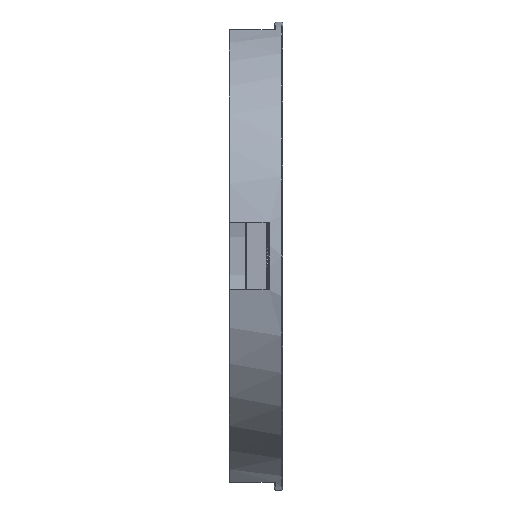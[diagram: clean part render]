
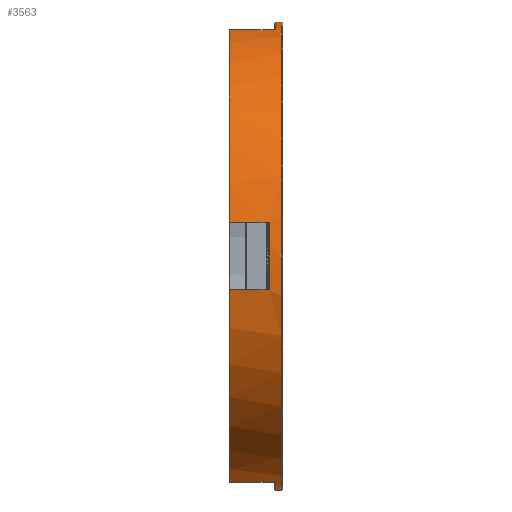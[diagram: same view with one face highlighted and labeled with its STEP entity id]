
A CAD part, left-side view. The second image highlights one B-rep face of the part: STEP entity #3563.
In plain terms, the highlighted cylindrical face has radius 28.5 mm (diameter 57 mm), a partial arc.
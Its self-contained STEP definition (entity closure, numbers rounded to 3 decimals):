
#206 = VECTOR ( 'NONE', #20343, 1000. ) ;
#452 = DIRECTION ( 'NONE',  ( 0., -1., 0. ) ) ;
#579 = DIRECTION ( 'NONE',  ( 0., 0., -1. ) ) ;
#723 = AXIS2_PLACEMENT_3D ( 'NONE', #20817, #15638, #8496 ) ;
#767 = DIRECTION ( 'NONE',  ( 0., -1., 0. ) ) ;
#896 = VERTEX_POINT ( 'NONE', #5207 ) ;
#1381 = CIRCLE ( 'NONE', #20466, 28.5 ) ;
#1481 = DIRECTION ( 'NONE',  ( 0., 1., 0. ) ) ;
#1555 = CARTESIAN_POINT ( 'NONE',  ( -28.204, 1.65, 4.1 ) ) ;
#1738 = CIRCLE ( 'NONE', #15317, 28.5 ) ;
#1973 = VERTEX_POINT ( 'NONE', #6294 ) ;
#2227 = CARTESIAN_POINT ( 'NONE',  ( -7.2, 0., -27.576 ) ) ;
#2313 = CARTESIAN_POINT ( 'NONE',  ( -7.2, 0.9, 27.576 ) ) ;
#2475 = CARTESIAN_POINT ( 'NONE',  ( 0., 0.9, 0. ) ) ;
#2570 = VERTEX_POINT ( 'NONE', #2313 ) ;
#2759 = DIRECTION ( 'NONE',  ( 0., -1., 0. ) ) ;
#2802 = AXIS2_PLACEMENT_3D ( 'NONE', #14472, #452, #6088 ) ;
#2990 = CARTESIAN_POINT ( 'NONE',  ( 0., 1.65, 0. ) ) ;
#2994 = VERTEX_POINT ( 'NONE', #19046 ) ;
#3071 = DIRECTION ( 'NONE',  ( 0., -1., 0. ) ) ;
#3187 = LINE ( 'NONE', #17442, #3682 ) ;
#3327 = CARTESIAN_POINT ( 'NONE',  ( -7.2, 6.5, 27.576 ) ) ;
#3329 = EDGE_CURVE ( 'NONE', #1973, #20163, #18096, .T. ) ;
#3382 = VERTEX_POINT ( 'NONE', #21411 ) ;
#3563 = ADVANCED_FACE ( 'NONE', ( #19778 ), #11145, .T. ) ;
#3682 = VECTOR ( 'NONE', #3071, 1000. ) ;
#3956 = EDGE_CURVE ( 'NONE', #2994, #6901, #14936, .T. ) ;
#4022 = VERTEX_POINT ( 'NONE', #21353 ) ;
#4113 = CIRCLE ( 'NONE', #15467, 28.5 ) ;
#4523 = ORIENTED_EDGE ( 'NONE', *, *, #13053, .T. ) ;
#4719 = LINE ( 'NONE', #13322, #206 ) ;
#5007 = CARTESIAN_POINT ( 'NONE',  ( -28.204, 6.5, -4.1 ) ) ;
#5093 = ORIENTED_EDGE ( 'NONE', *, *, #19870, .F. ) ;
#5134 = VERTEX_POINT ( 'NONE', #10899 ) ;
#5207 = CARTESIAN_POINT ( 'NONE',  ( 0., 0.9, -28.5 ) ) ;
#6088 = DIRECTION ( 'NONE',  ( 0., 0., -1. ) ) ;
#6193 = EDGE_CURVE ( 'NONE', #19623, #5134, #4719, .T. ) ;
#6294 = CARTESIAN_POINT ( 'NONE',  ( -7.2, 0.9, -27.576 ) ) ;
#6500 = AXIS2_PLACEMENT_3D ( 'NONE', #14094, #1481, #8471 ) ;
#6534 = DIRECTION ( 'NONE',  ( 0., -1., 0. ) ) ;
#6657 = LINE ( 'NONE', #20903, #13202 ) ;
#6901 = VERTEX_POINT ( 'NONE', #7030 ) ;
#7030 = CARTESIAN_POINT ( 'NONE',  ( 0., 0.1, 28.5 ) ) ;
#7296 = VECTOR ( 'NONE', #767, 1000. ) ;
#7324 = ORIENTED_EDGE ( 'NONE', *, *, #11225, .T. ) ;
#7539 = ORIENTED_EDGE ( 'NONE', *, *, #3329, .F. ) ;
#8377 = VERTEX_POINT ( 'NONE', #3327 ) ;
#8471 = DIRECTION ( 'NONE',  ( 0., 0., -1. ) ) ;
#8496 = DIRECTION ( 'NONE',  ( 0., 0., 1. ) ) ;
#8702 = EDGE_CURVE ( 'NONE', #18187, #20163, #17810, .T. ) ;
#9601 = CARTESIAN_POINT ( 'NONE',  ( 0., 0., -28.5 ) ) ;
#9811 = DIRECTION ( 'NONE',  ( 0., -1., 0. ) ) ;
#9997 = DIRECTION ( 'NONE',  ( 0., 0., 1. ) ) ;
#10034 = DIRECTION ( 'NONE',  ( 0., -1., 0. ) ) ;
#10479 = ORIENTED_EDGE ( 'NONE', *, *, #8702, .T. ) ;
#10899 = CARTESIAN_POINT ( 'NONE',  ( -28.204, 6.5, 4.1 ) ) ;
#11145 = CYLINDRICAL_SURFACE ( 'NONE', #2802, 28.5 ) ;
#11225 = EDGE_CURVE ( 'NONE', #8377, #5134, #1738, .T. ) ;
#11383 = EDGE_CURVE ( 'NONE', #19623, #3382, #1381, .T. ) ;
#11412 = EDGE_LOOP ( 'NONE', ( #5093, #13350, #11414, #7324, #17089, #11646, #18097, #10479, #7539, #22447, #4523, #12555 ) ) ;
#11414 = ORIENTED_EDGE ( 'NONE', *, *, #18660, .F. ) ;
#11646 = ORIENTED_EDGE ( 'NONE', *, *, #11383, .T. ) ;
#12555 = ORIENTED_EDGE ( 'NONE', *, *, #3956, .T. ) ;
#12990 = CARTESIAN_POINT ( 'NONE',  ( 0., 6.5, 0. ) ) ;
#13053 = EDGE_CURVE ( 'NONE', #896, #2994, #21920, .T. ) ;
#13184 = VECTOR ( 'NONE', #10034, 1000. ) ;
#13202 = VECTOR ( 'NONE', #13653, 1000. ) ;
#13322 = CARTESIAN_POINT ( 'NONE',  ( -28.204, 0., 4.1 ) ) ;
#13350 = ORIENTED_EDGE ( 'NONE', *, *, #21512, .T. ) ;
#13438 = DIRECTION ( 'NONE',  ( 0., -1., 0. ) ) ;
#13653 = DIRECTION ( 'NONE',  ( 0., -1., 0. ) ) ;
#13744 = DIRECTION ( 'NONE',  ( 0., 0., -1. ) ) ;
#14049 = DIRECTION ( 'NONE',  ( 0., 1., 0. ) ) ;
#14094 = CARTESIAN_POINT ( 'NONE',  ( 0., 0.1, 0. ) ) ;
#14472 = CARTESIAN_POINT ( 'NONE',  ( 0., 0., 0. ) ) ;
#14936 = CIRCLE ( 'NONE', #6500, 28.5 ) ;
#15317 = AXIS2_PLACEMENT_3D ( 'NONE', #12990, #2759, #579 ) ;
#15440 = LINE ( 'NONE', #20508, #13184 ) ;
#15467 = AXIS2_PLACEMENT_3D ( 'NONE', #2475, #9811, #18447 ) ;
#15594 = CARTESIAN_POINT ( 'NONE',  ( 0., 6.5, 0. ) ) ;
#15638 = DIRECTION ( 'NONE',  ( 0., -1., 0. ) ) ;
#16685 = AXIS2_PLACEMENT_3D ( 'NONE', #15594, #6534, #13744 ) ;
#17089 = ORIENTED_EDGE ( 'NONE', *, *, #6193, .F. ) ;
#17442 = CARTESIAN_POINT ( 'NONE',  ( 0., 0., 28.5 ) ) ;
#17810 = CIRCLE ( 'NONE', #16685, 28.5 ) ;
#18002 = CIRCLE ( 'NONE', #723, 28.5 ) ;
#18096 = LINE ( 'NONE', #2227, #21524 ) ;
#18097 = ORIENTED_EDGE ( 'NONE', *, *, #19363, .F. ) ;
#18187 = VERTEX_POINT ( 'NONE', #5007 ) ;
#18447 = DIRECTION ( 'NONE',  ( 0., 0., 1. ) ) ;
#18660 = EDGE_CURVE ( 'NONE', #8377, #2570, #15440, .T. ) ;
#18956 = EDGE_CURVE ( 'NONE', #1973, #896, #18002, .T. ) ;
#19046 = CARTESIAN_POINT ( 'NONE',  ( 0., 0.1, -28.5 ) ) ;
#19363 = EDGE_CURVE ( 'NONE', #18187, #3382, #6657, .T. ) ;
#19623 = VERTEX_POINT ( 'NONE', #1555 ) ;
#19778 = FACE_OUTER_BOUND ( 'NONE', #11412, .T. ) ;
#19870 = EDGE_CURVE ( 'NONE', #4022, #6901, #3187, .T. ) ;
#20163 = VERTEX_POINT ( 'NONE', #20195 ) ;
#20195 = CARTESIAN_POINT ( 'NONE',  ( -7.2, 6.5, -27.576 ) ) ;
#20343 = DIRECTION ( 'NONE',  ( 0., 1., 0. ) ) ;
#20466 = AXIS2_PLACEMENT_3D ( 'NONE', #2990, #13438, #9997 ) ;
#20508 = CARTESIAN_POINT ( 'NONE',  ( -7.2, 0., 27.576 ) ) ;
#20817 = CARTESIAN_POINT ( 'NONE',  ( 0., 0.9, 0. ) ) ;
#20903 = CARTESIAN_POINT ( 'NONE',  ( -28.204, 0., -4.1 ) ) ;
#21353 = CARTESIAN_POINT ( 'NONE',  ( 0., 0.9, 28.5 ) ) ;
#21411 = CARTESIAN_POINT ( 'NONE',  ( -28.204, 1.65, -4.1 ) ) ;
#21512 = EDGE_CURVE ( 'NONE', #4022, #2570, #4113, .T. ) ;
#21524 = VECTOR ( 'NONE', #14049, 1000. ) ;
#21920 = LINE ( 'NONE', #9601, #7296 ) ;
#22447 = ORIENTED_EDGE ( 'NONE', *, *, #18956, .T. ) ;
